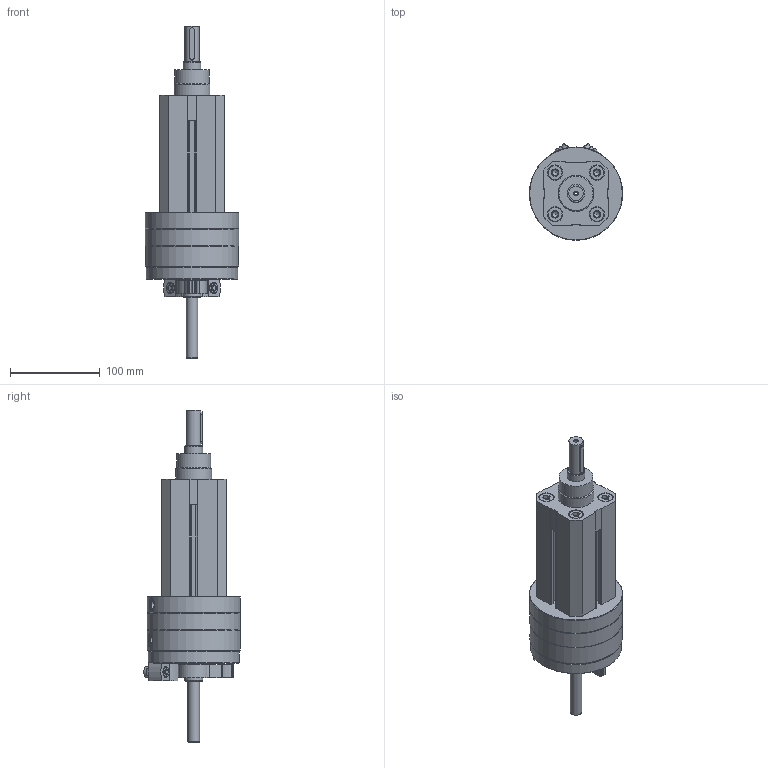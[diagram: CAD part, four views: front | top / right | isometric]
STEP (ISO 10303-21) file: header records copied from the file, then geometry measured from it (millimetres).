
FILE_DESCRIPTION(/* description */ ('STEP AP214'),/* implementation_level */ '2;1');
FILE_NAME(/* name */ '556693_DSL-32-25-270-P-A-S20-KF-B',/* time_stamp */ '2024-08-21T16:44:35+02:00',/* author */ ('License CC BY-ND 4.0'),/* organization */ ('CADENAS'),/* preprocessor_version */ 'ST-DEVELOPER v19.3',/* originating_system */ 'PARTsolutions',/* authorisation */ ' ');
FILE_SCHEMA (('AUTOMOTIVE_DESIGN {1 0 10303 214 3 1 1}'));
Length unit declared in the file: millimetre
Products named in the file (12): 556693 DSL-32-25-270-P-A-S20-KF-B---(0_0); 556693 DSL-32-25-270-P-A-S20-KF-B-25_bz; 704065 DSM-32-BR---(HZ); 710517 DSM-32-P-B; 371075 SLT-16; 342622 DSM-32_NS; DIN-912 - M6x25(F); 348987 SPZ-20 M12X1-4-15; 704064 DSM-32-BL---(HZ); 556693 DSL-25-0_k_kf; 306998 DSL; Shim ring DIN 988 20x28x2
Assembly tree (16 placements, depth 2):
  556693 DSL-32-25-270-P-A-S20-KF-B---(0_0)
    556693 DSL-32-25-270-P-A-S20-KF-B-25_bz
    704065 DSM-32-BR---(HZ)
    710517 DSM-32-P-B  x2
    371075 SLT-16  x2
    342622 DSM-32_NS  x2
    DIN-912 - M6x25(F)  x2
    348987 SPZ-20 M12X1-4-15  x2
    704064 DSM-32-BL---(HZ)
    556693 DSL-25-0_k_kf
    306998 DSL
    Shim ring DIN 988 20x28x2
Bounding box: 104 x 107.81 x 370 mm (x, y, z)
Volume: 1236237.5 mm3; surface area: 173893.8 mm2
Topology: 16 solids, 16 shells, 531 faces, 1279 edges, 809 vertices
Faces by surface type: plane 275, cylinder 169, cone 83, torus 4
Full cylindrical faces by diameter (mm): 1.567 x2, 1.9 x2, 4 x2, 4.2 x1, 4.917 x2, 5.917 x1, 6 x2, 6.6 x2, 6.647 x4, 7 x2, 8 x4, 8.566 x4, 10 x2, 10.917 x4, 11 x2, 12 x2, 13 x2, 15 x4, 16 x1, 17 x4, 20 x5, 28 x1, 38 x1, 40 x1, 43 x1, 49 x1, 63 x1, 72 x1, 98.5 x1, 101.5 x1
Entity records: 13098 total; most frequent: CARTESIAN_POINT 2356, DIRECTION 2263, ORIENTED_EDGE 1938, EDGE_CURVE 969, AXIS2_PLACEMENT_3D 853, VERTEX_POINT 688, FACE_BOUND 633, EDGE_LOOP 625
